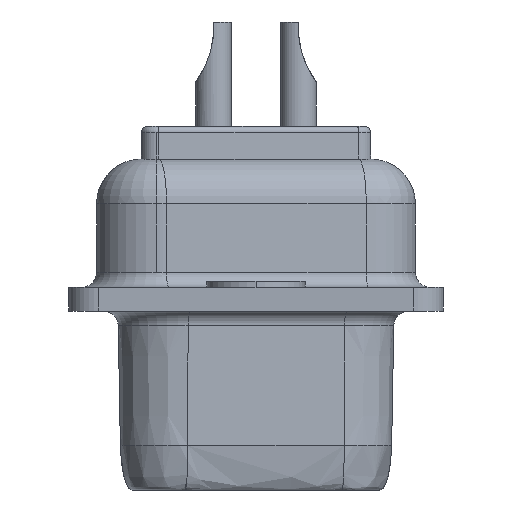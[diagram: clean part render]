
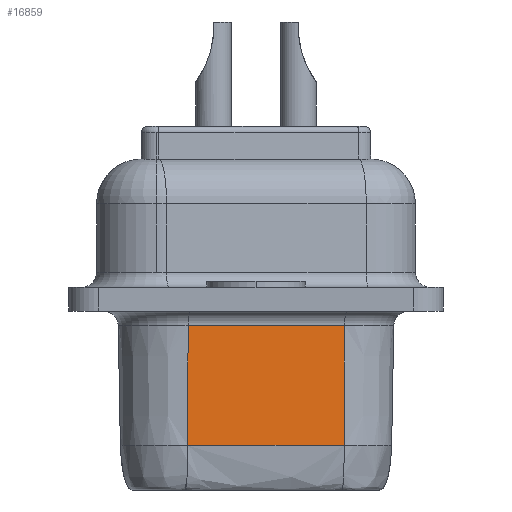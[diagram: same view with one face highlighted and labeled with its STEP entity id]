
A CAD part, left-side view. The second image highlights one B-rep face of the part: STEP entity #16859.
In plain terms, the highlighted planar face has unit normal (-0.985, -0.174, -0.018).
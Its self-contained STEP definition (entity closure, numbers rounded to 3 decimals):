
#326 = VECTOR ( 'NONE', #3618, 1000. ) ;
#603 = DIRECTION ( 'NONE',  ( -0.985, -0.174, -0.017 ) ) ;
#626 = LINE ( 'NONE', #23159, #28798 ) ;
#1796 = CARTESIAN_POINT ( 'NONE',  ( -18.951, -2.959, 1.493 ) ) ;
#2062 = CARTESIAN_POINT ( 'NONE',  ( -18.925, -2.955, 0. ) ) ;
#3253 = PLANE ( 'NONE',  #11638 ) ;
#3618 = DIRECTION ( 'NONE',  ( 0.017, 0.003, -1. ) ) ;
#3806 = CARTESIAN_POINT ( 'NONE',  ( -19.877, 2.291, 1.493 ) ) ;
#4427 = DIRECTION ( 'NONE',  ( 0.017, 0.003, -1. ) ) ;
#4439 = EDGE_CURVE ( 'NONE', #26999, #24362, #626, .T. ) ;
#8477 = B_SPLINE_CURVE_WITH_KNOTS ( 'NONE', 3,
 ( #3806, #8947, #26325, #12797 ),
 .UNSPECIFIED., .F., .F.,
 ( 4, 4 ),
 ( 0., 1. ),
 .UNSPECIFIED. ) ;
#8947 = CARTESIAN_POINT ( 'NONE',  ( -19.568, 0.541, 1.493 ) ) ;
#11638 = AXIS2_PLACEMENT_3D ( 'NONE', #25764, #603, #19020 ) ;
#11833 = DIRECTION ( 'NONE',  ( -0.174, 0.985, 0. ) ) ;
#11875 = VECTOR ( 'NONE', #4427, 1000. ) ;
#11984 = VERTEX_POINT ( 'NONE', #14902 ) ;
#12797 = CARTESIAN_POINT ( 'NONE',  ( -18.951, -2.959, 1.493 ) ) ;
#14528 = LINE ( 'NONE', #17027, #326 ) ;
#14902 = CARTESIAN_POINT ( 'NONE',  ( -19.877, 2.291, 1.493 ) ) ;
#15090 = CARTESIAN_POINT ( 'NONE',  ( -19.946, 2.278, 5.509 ) ) ;
#15121 = EDGE_CURVE ( 'NONE', #11984, #20242, #8477, .T. ) ;
#16473 = ORIENTED_EDGE ( 'NONE', *, *, #4439, .T. ) ;
#16608 = EDGE_CURVE ( 'NONE', #24362, #11984, #14528, .T. ) ;
#16859 = ADVANCED_FACE ( 'NONE', ( #25477 ), #3253, .T. ) ;
#17027 = CARTESIAN_POINT ( 'NONE',  ( -19.851, 2.295, 0. ) ) ;
#19020 = DIRECTION ( 'NONE',  ( 0.174, -0.985, 0. ) ) ;
#20042 = LINE ( 'NONE', #2062, #11875 ) ;
#20242 = VERTEX_POINT ( 'NONE', #1796 ) ;
#23159 = CARTESIAN_POINT ( 'NONE',  ( -19.946, 2.278, 5.509 ) ) ;
#23289 = ORIENTED_EDGE ( 'NONE', *, *, #16608, .T. ) ;
#23458 = EDGE_CURVE ( 'NONE', #26999, #20242, #20042, .T. ) ;
#23744 = CARTESIAN_POINT ( 'NONE',  ( -19.02, -2.972, 5.509 ) ) ;
#24217 = ORIENTED_EDGE ( 'NONE', *, *, #23458, .F. ) ;
#24362 = VERTEX_POINT ( 'NONE', #15090 ) ;
#25477 = FACE_OUTER_BOUND ( 'NONE', #28067, .T. ) ;
#25764 = CARTESIAN_POINT ( 'NONE',  ( -19.851, 2.295, 0. ) ) ;
#26325 = CARTESIAN_POINT ( 'NONE',  ( -19.26, -1.209, 1.493 ) ) ;
#26999 = VERTEX_POINT ( 'NONE', #23744 ) ;
#28067 = EDGE_LOOP ( 'NONE', ( #23289, #28820, #24217, #16473 ) ) ;
#28798 = VECTOR ( 'NONE', #11833, 1000. ) ;
#28820 = ORIENTED_EDGE ( 'NONE', *, *, #15121, .T. ) ;
